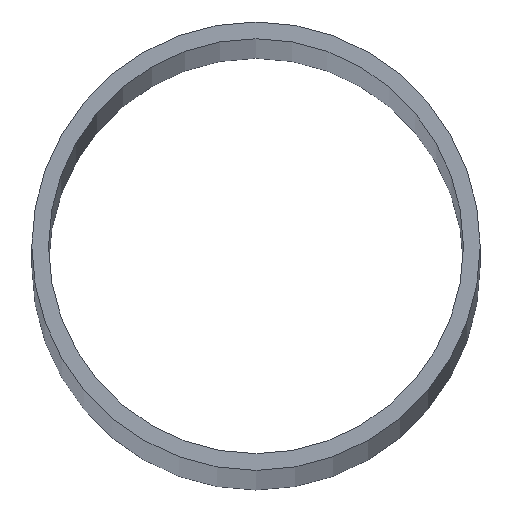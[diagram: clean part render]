
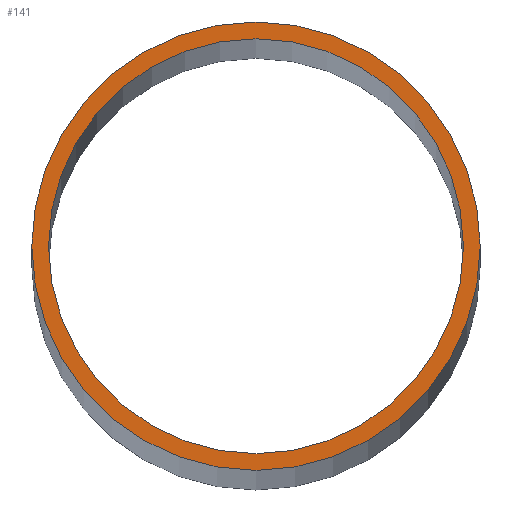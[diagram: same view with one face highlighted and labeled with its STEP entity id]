
A CAD part, top view. The second image highlights one B-rep face of the part: STEP entity #141.
In plain terms, the highlighted planar face has unit normal (0, 0, 1).
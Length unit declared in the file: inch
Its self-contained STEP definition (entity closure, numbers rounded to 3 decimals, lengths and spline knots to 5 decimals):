
#4 = CARTESIAN_POINT ( 'NONE',  ( 4.31, 0., 216. ) ) ;
#15 = CIRCLE ( 'NONE', #186, 3.988 ) ;
#31 = DIRECTION ( 'NONE',  ( 1., 0., 0. ) ) ;
#36 = CARTESIAN_POINT ( 'NONE',  ( 0., 0., 216. ) ) ;
#37 = EDGE_CURVE ( 'NONE', #153, #76, #15, .T. ) ;
#38 = VERTEX_POINT ( 'NONE', #147 ) ;
#39 = DIRECTION ( 'NONE',  ( 1., 0., 0. ) ) ;
#50 = CIRCLE ( 'NONE', #196, 3.988 ) ;
#51 = FACE_OUTER_BOUND ( 'NONE', #94, .T. ) ;
#52 = EDGE_LOOP ( 'NONE', ( #136, #91 ) ) ;
#58 = CARTESIAN_POINT ( 'NONE',  ( 3.988, 0., 216. ) ) ;
#61 = DIRECTION ( 'NONE',  ( 1., 0., 0. ) ) ;
#70 = CARTESIAN_POINT ( 'NONE',  ( -3.988, 0., 216. ) ) ;
#76 = VERTEX_POINT ( 'NONE', #70 ) ;
#83 = CARTESIAN_POINT ( 'NONE',  ( 0., 0., 216. ) ) ;
#91 = ORIENTED_EDGE ( 'NONE', *, *, #37, .F. ) ;
#94 = EDGE_LOOP ( 'NONE', ( #155, #227 ) ) ;
#103 = AXIS2_PLACEMENT_3D ( 'NONE', #120, #123, #61 ) ;
#112 = DIRECTION ( 'NONE',  ( 0., 0., 1. ) ) ;
#116 = FACE_BOUND ( 'NONE', #52, .T. ) ;
#120 = CARTESIAN_POINT ( 'NONE',  ( 0., 0., 216. ) ) ;
#123 = DIRECTION ( 'NONE',  ( 0., 0., 1. ) ) ;
#127 = EDGE_CURVE ( 'NONE', #233, #38, #211, .T. ) ;
#131 = DIRECTION ( 'NONE',  ( 0., 0., 1. ) ) ;
#136 = ORIENTED_EDGE ( 'NONE', *, *, #251, .F. ) ;
#141 = ADVANCED_FACE ( 'NONE', ( #51, #116 ), #217, .T. ) ;
#147 = CARTESIAN_POINT ( 'NONE',  ( -4.31, 0., 216. ) ) ;
#149 = EDGE_CURVE ( 'NONE', #38, #233, #162, .T. ) ;
#153 = VERTEX_POINT ( 'NONE', #58 ) ;
#155 = ORIENTED_EDGE ( 'NONE', *, *, #149, .T. ) ;
#160 = DIRECTION ( 'NONE',  ( 0., 0., 1. ) ) ;
#162 = CIRCLE ( 'NONE', #103, 4.31 ) ;
#163 = DIRECTION ( 'NONE',  ( 0., 0., 1. ) ) ;
#172 = DIRECTION ( 'NONE',  ( 1., 0., 0. ) ) ;
#175 = CARTESIAN_POINT ( 'NONE',  ( 0., 0., 216. ) ) ;
#186 = AXIS2_PLACEMENT_3D ( 'NONE', #36, #131, #31 ) ;
#196 = AXIS2_PLACEMENT_3D ( 'NONE', #83, #163, #235 ) ;
#211 = CIRCLE ( 'NONE', #238, 4.31 ) ;
#216 = AXIS2_PLACEMENT_3D ( 'NONE', #248, #160, #39 ) ;
#217 = PLANE ( 'NONE',  #216 ) ;
#227 = ORIENTED_EDGE ( 'NONE', *, *, #127, .T. ) ;
#233 = VERTEX_POINT ( 'NONE', #4 ) ;
#235 = DIRECTION ( 'NONE',  ( 1., 0., 0. ) ) ;
#238 = AXIS2_PLACEMENT_3D ( 'NONE', #175, #112, #172 ) ;
#248 = CARTESIAN_POINT ( 'NONE',  ( 0., 0., 216. ) ) ;
#251 = EDGE_CURVE ( 'NONE', #76, #153, #50, .T. ) ;
